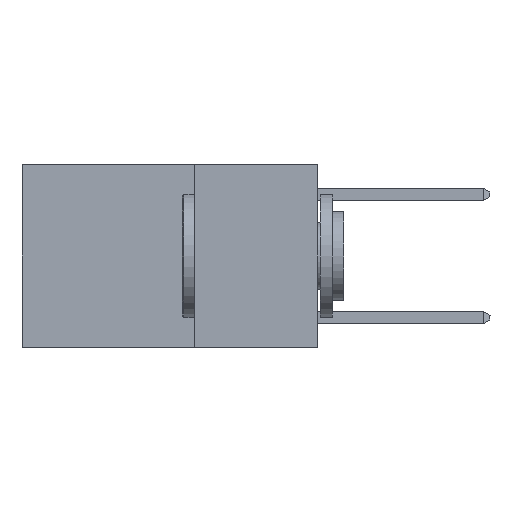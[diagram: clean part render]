
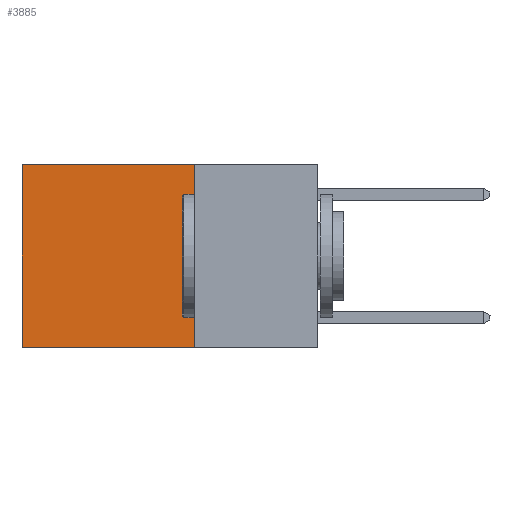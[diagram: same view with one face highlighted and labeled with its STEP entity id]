
A CAD part, left-side view. The second image highlights one B-rep face of the part: STEP entity #3885.
In plain terms, the highlighted planar face has unit normal (-1, 0, 0).
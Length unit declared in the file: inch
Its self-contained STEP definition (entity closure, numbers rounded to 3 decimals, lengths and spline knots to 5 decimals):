
#178 = VERTEX_POINT ( 'NONE', #15774 ) ;
#360 = VECTOR ( 'NONE', #12101, 39.37008 ) ;
#1828 = CARTESIAN_POINT ( 'NONE',  ( 0.2625, 0.25, 0. ) ) ;
#1899 = VECTOR ( 'NONE', #2717, 39.37008 ) ;
#2302 = LINE ( 'NONE', #2447, #10869 ) ;
#2447 = CARTESIAN_POINT ( 'NONE',  ( 0.2625, 0.25, -0.37 ) ) ;
#2717 = DIRECTION ( 'NONE',  ( 0., 0., -1. ) ) ;
#2894 = VERTEX_POINT ( 'NONE', #11958 ) ;
#3463 = ORIENTED_EDGE ( 'NONE', *, *, #10390, .T. ) ;
#3885 = ADVANCED_FACE ( 'NONE', ( #4630 ), #10934, .F. ) ;
#4154 = CARTESIAN_POINT ( 'NONE',  ( 0.2625, 0.25, 0. ) ) ;
#4227 = VECTOR ( 'NONE', #18679, 39.37008 ) ;
#4477 = LINE ( 'NONE', #1828, #360 ) ;
#4630 = FACE_OUTER_BOUND ( 'NONE', #16855, .T. ) ;
#5127 = CARTESIAN_POINT ( 'NONE',  ( 0.2625, 0.25, 0. ) ) ;
#5899 = DIRECTION ( 'NONE',  ( 0., 0., -1. ) ) ;
#8366 = VERTEX_POINT ( 'NONE', #21026 ) ;
#8973 = ORIENTED_EDGE ( 'NONE', *, *, #13138, .F. ) ;
#10390 = EDGE_CURVE ( 'NONE', #19123, #2894, #19949, .T. ) ;
#10869 = VECTOR ( 'NONE', #20979, 39.37008 ) ;
#10934 = PLANE ( 'NONE',  #15309 ) ;
#11958 = CARTESIAN_POINT ( 'NONE',  ( 0.2625, 0.6, -0.37 ) ) ;
#12101 = DIRECTION ( 'NONE',  ( 0., 0., -1. ) ) ;
#12462 = EDGE_CURVE ( 'NONE', #178, #19123, #17817, .T. ) ;
#12786 = EDGE_CURVE ( 'NONE', #8366, #2894, #2302, .T. ) ;
#13138 = EDGE_CURVE ( 'NONE', #178, #8366, #4477, .T. ) ;
#15309 = AXIS2_PLACEMENT_3D ( 'NONE', #4154, #16081, #5899 ) ;
#15560 = CARTESIAN_POINT ( 'NONE',  ( 0.2625, 0.6, 0. ) ) ;
#15774 = CARTESIAN_POINT ( 'NONE',  ( 0.2625, 0.25, 0. ) ) ;
#16081 = DIRECTION ( 'NONE',  ( 1., 0., 0. ) ) ;
#16855 = EDGE_LOOP ( 'NONE', ( #3463, #21508, #8973, #19765 ) ) ;
#17817 = LINE ( 'NONE', #5127, #4227 ) ;
#18679 = DIRECTION ( 'NONE',  ( 0., 1., 0. ) ) ;
#19123 = VERTEX_POINT ( 'NONE', #15560 ) ;
#19633 = CARTESIAN_POINT ( 'NONE',  ( 0.2625, 0.6, 0. ) ) ;
#19765 = ORIENTED_EDGE ( 'NONE', *, *, #12462, .T. ) ;
#19949 = LINE ( 'NONE', #19633, #1899 ) ;
#20979 = DIRECTION ( 'NONE',  ( 0., 1., 0. ) ) ;
#21026 = CARTESIAN_POINT ( 'NONE',  ( 0.2625, 0.25, -0.37 ) ) ;
#21508 = ORIENTED_EDGE ( 'NONE', *, *, #12786, .F. ) ;
